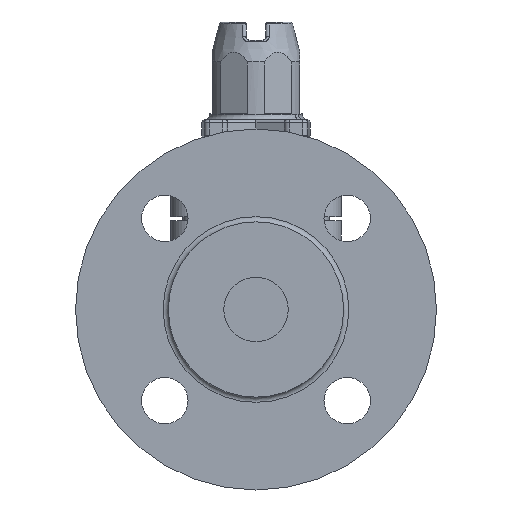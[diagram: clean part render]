
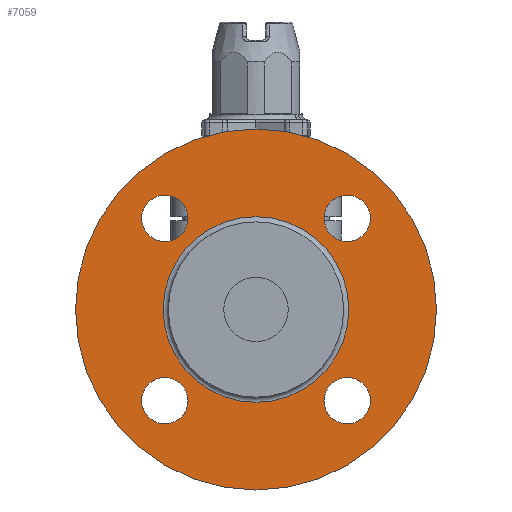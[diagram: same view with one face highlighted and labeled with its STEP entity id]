
A CAD part, left-side view. The second image highlights one B-rep face of the part: STEP entity #7059.
In plain terms, the highlighted planar face has unit normal (-1, 0, 0).
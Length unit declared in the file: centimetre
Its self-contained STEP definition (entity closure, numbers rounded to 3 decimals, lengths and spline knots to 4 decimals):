
#1260=FACE_BOUND('',#2308,.T.);
#1261=FACE_BOUND('',#2309,.T.);
#1262=FACE_BOUND('',#2310,.T.);
#1263=FACE_BOUND('',#2311,.T.);
#1264=FACE_BOUND('',#2312,.T.);
#1755=FACE_OUTER_BOUND('',#2307,.T.);
#2307=EDGE_LOOP('',(#5816));
#2308=EDGE_LOOP('',(#5817));
#2309=EDGE_LOOP('',(#5818));
#2310=EDGE_LOOP('',(#5819));
#2311=EDGE_LOOP('',(#5820));
#2312=EDGE_LOOP('',(#5821));
#2826=CIRCLE('',#7834,7.);
#2830=CIRCLE('',#7841,3.6);
#2831=CIRCLE('',#7843,0.9);
#2832=CIRCLE('',#7844,0.9);
#2833=CIRCLE('',#7845,0.9);
#2834=CIRCLE('',#7846,0.9);
#3314=VERTEX_POINT('',#12515);
#3318=VERTEX_POINT('',#12526);
#3319=VERTEX_POINT('',#12529);
#3320=VERTEX_POINT('',#12531);
#3321=VERTEX_POINT('',#12533);
#3322=VERTEX_POINT('',#12535);
#4191=EDGE_CURVE('',#3314,#3314,#2826,.T.);
#4195=EDGE_CURVE('',#3318,#3318,#2830,.T.);
#4196=EDGE_CURVE('',#3319,#3319,#2831,.T.);
#4197=EDGE_CURVE('',#3320,#3320,#2832,.T.);
#4198=EDGE_CURVE('',#3321,#3321,#2833,.T.);
#4199=EDGE_CURVE('',#3322,#3322,#2834,.T.);
#5816=ORIENTED_EDGE('',*,*,#4191,.F.);
#5817=ORIENTED_EDGE('',*,*,#4196,.T.);
#5818=ORIENTED_EDGE('',*,*,#4197,.T.);
#5819=ORIENTED_EDGE('',*,*,#4198,.T.);
#5820=ORIENTED_EDGE('',*,*,#4199,.T.);
#5821=ORIENTED_EDGE('',*,*,#4195,.F.);
#6670=PLANE('',#7842);
#7059=ADVANCED_FACE('',(#1755,#1260,#1261,#1262,#1263,#1264),#6670,.F.);
#7834=AXIS2_PLACEMENT_3D('',#12516,#9524,#9525);
#7841=AXIS2_PLACEMENT_3D('',#12527,#9538,#9539);
#7842=AXIS2_PLACEMENT_3D('',#12528,#9540,#9541);
#7843=AXIS2_PLACEMENT_3D('',#12530,#9542,#9543);
#7844=AXIS2_PLACEMENT_3D('',#12532,#9544,#9545);
#7845=AXIS2_PLACEMENT_3D('',#12534,#9546,#9547);
#7846=AXIS2_PLACEMENT_3D('',#12536,#9548,#9549);
#9524=DIRECTION('center_axis',(1.,0.,0.));
#9525=DIRECTION('ref_axis',(0.,-1.,0.));
#9538=DIRECTION('center_axis',(-1.,0.,0.));
#9539=DIRECTION('ref_axis',(0.,0.,1.));
#9540=DIRECTION('center_axis',(1.,0.,0.));
#9541=DIRECTION('ref_axis',(0.,0.,-1.));
#9542=DIRECTION('center_axis',(1.,0.,0.));
#9543=DIRECTION('ref_axis',(0.,0.,1.));
#9544=DIRECTION('center_axis',(1.,0.,0.));
#9545=DIRECTION('ref_axis',(0.,-1.,0.));
#9546=DIRECTION('center_axis',(1.,0.,0.));
#9547=DIRECTION('ref_axis',(0.,0.,-1.));
#9548=DIRECTION('center_axis',(1.,0.,0.));
#9549=DIRECTION('ref_axis',(0.,1.,0.));
#12515=CARTESIAN_POINT('',(-10.9561,-0.0109,-7.));
#12516=CARTESIAN_POINT('Origin',(-10.9561,-0.0109,
0.));
#12526=CARTESIAN_POINT('',(-10.9561,-0.0109,-3.6));
#12527=CARTESIAN_POINT('Origin',(-10.9561,-0.0109,
0.));
#12528=CARTESIAN_POINT('Origin',(-10.9561,-0.0109,
0.));
#12529=CARTESIAN_POINT('',(-10.9561,3.5246,2.6355));
#12530=CARTESIAN_POINT('Origin',(-10.9561,3.5246,3.5355));
#12531=CARTESIAN_POINT('',(-10.9561,-2.6464,3.5355));
#12532=CARTESIAN_POINT('Origin',(-10.9561,-3.5464,3.5355));
#12533=CARTESIAN_POINT('',(-10.9561,-3.5464,-2.6355));
#12534=CARTESIAN_POINT('Origin',(-10.9561,-3.5464,-3.5355));
#12535=CARTESIAN_POINT('',(-10.9561,2.6246,-3.5355));
#12536=CARTESIAN_POINT('Origin',(-10.9561,3.5246,-3.5355));
